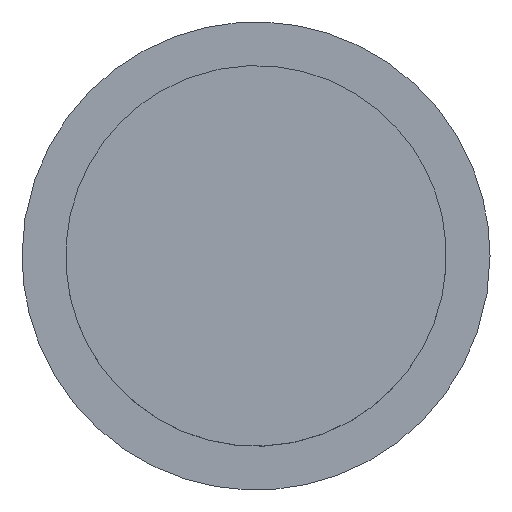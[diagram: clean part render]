
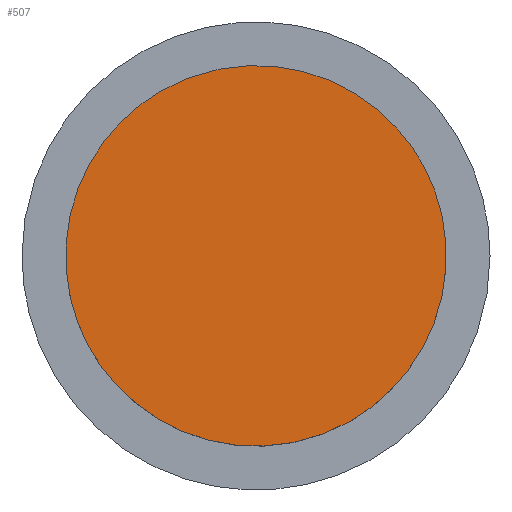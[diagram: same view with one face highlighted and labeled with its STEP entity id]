
A CAD part, top view. The second image highlights one B-rep face of the part: STEP entity #507.
In plain terms, the highlighted planar face has unit normal (0, 0, 1).
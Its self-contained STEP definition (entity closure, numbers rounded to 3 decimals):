
#507=ADVANCED_FACE('',(#832),#4463,.T.);
#832=FACE_OUTER_BOUND('',#1169,.T.);
#1169=EDGE_LOOP('',(#2480,#2481));
#2480=ORIENTED_EDGE('',*,*,#3261,.F.);
#2481=ORIENTED_EDGE('',*,*,#3254,.F.);
#3254=EDGE_CURVE('',#4397,#4401,#3965,.T.);
#3261=EDGE_CURVE('',#4401,#4397,#3972,.T.);
#3965=(
BOUNDED_CURVE()
B_SPLINE_CURVE(2,(#22743,#22744,#22745,#22746,#22747),.UNSPECIFIED.,.F.,
 .F.)
B_SPLINE_CURVE_WITH_KNOTS((3,2,3),(-1111.415,-926.179,
-740.943),.UNSPECIFIED.)
CURVE()
GEOMETRIC_REPRESENTATION_ITEM()
RATIONAL_B_SPLINE_CURVE((1.,0.707,1.,0.707,1.))
REPRESENTATION_ITEM('')
);
#3972=(
BOUNDED_CURVE()
B_SPLINE_CURVE(2,(#22769,#22770,#22771,#22772,#22773),.UNSPECIFIED.,.F.,
 .F.)
B_SPLINE_CURVE_WITH_KNOTS((3,2,3),(-740.943,-555.707,
-370.472),.UNSPECIFIED.)
CURVE()
GEOMETRIC_REPRESENTATION_ITEM()
RATIONAL_B_SPLINE_CURVE((1.,0.707,1.,0.707,1.))
REPRESENTATION_ITEM('')
);
#4397=VERTEX_POINT('',#22735);
#4401=VERTEX_POINT('',#22739);
#4463=PLANE('',#4901);
#4901=AXIS2_PLACEMENT_3D('',#22729,#4992,$);
#4992=DIRECTION('',(0.,0.,1.));
#22729=CARTESIAN_POINT('',(147.406,-147.406,960.75));
#22735=CARTESIAN_POINT('',(-58.962,102.126,960.75));
#22739=CARTESIAN_POINT('',(58.962,-102.126,960.75));
#22743=CARTESIAN_POINT('',(-58.962,102.126,960.75));
#22744=CARTESIAN_POINT('',(43.163,161.088,960.75));
#22745=CARTESIAN_POINT('',(102.126,58.962,960.75));
#22746=CARTESIAN_POINT('',(161.088,-43.163,960.75));
#22747=CARTESIAN_POINT('',(58.962,-102.126,960.75));
#22769=CARTESIAN_POINT('',(58.962,-102.126,960.75));
#22770=CARTESIAN_POINT('',(-43.163,-161.088,960.75));
#22771=CARTESIAN_POINT('',(-102.126,-58.962,960.75));
#22772=CARTESIAN_POINT('',(-161.088,43.163,960.75));
#22773=CARTESIAN_POINT('',(-58.962,102.126,960.75));
